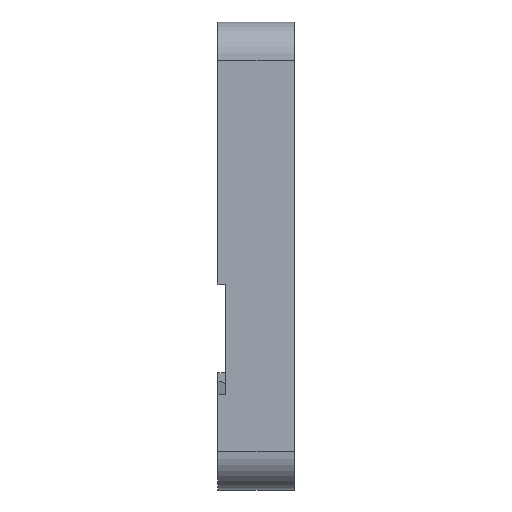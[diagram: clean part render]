
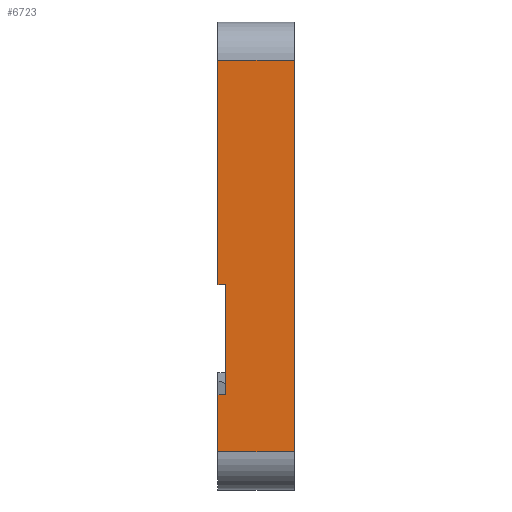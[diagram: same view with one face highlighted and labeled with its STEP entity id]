
A CAD part, left-side view. The second image highlights one B-rep face of the part: STEP entity #6723.
In plain terms, the highlighted planar face has unit normal (-1, 0, 0).
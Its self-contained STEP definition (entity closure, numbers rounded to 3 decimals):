
#581=FACE_OUTER_BOUND('',#960,.T.);
#960=EDGE_LOOP('',(#5942,#5943,#5944,#5945,#5946,#5947,#5948,#5949));
#1066=LINE('',#8609,#1846);
#1269=LINE('',#9427,#2049);
#1277=LINE('',#9448,#2057);
#1299=LINE('',#9510,#2079);
#1679=LINE('',#11935,#2459);
#1772=LINE('',#12166,#2552);
#1782=LINE('',#12190,#2562);
#1783=LINE('',#12192,#2563);
#1846=VECTOR('',#7132,10.);
#2049=VECTOR('',#7405,10.);
#2057=VECTOR('',#7421,10.);
#2079=VECTOR('',#7479,10.);
#2459=VECTOR('',#8203,10.);
#2552=VECTOR('',#8418,10.);
#2562=VECTOR('',#8444,10.);
#2563=VECTOR('',#8447,10.);
#2628=VERTEX_POINT('',#8606);
#2629=VERTEX_POINT('',#8608);
#2884=VERTEX_POINT('',#9424);
#2885=VERTEX_POINT('',#9426);
#2894=VERTEX_POINT('',#9446);
#2915=VERTEX_POINT('',#9507);
#2916=VERTEX_POINT('',#9509);
#3153=VERTEX_POINT('',#11934);
#3270=EDGE_CURVE('',#2628,#2629,#1066,.T.);
#3543=EDGE_CURVE('',#2884,#2885,#1269,.T.);
#3554=EDGE_CURVE('',#2884,#2894,#1277,.T.);
#3586=EDGE_CURVE('',#2915,#2916,#1299,.T.);
#4039=EDGE_CURVE('',#3153,#2916,#1679,.T.);
#4153=EDGE_CURVE('',#2894,#3153,#1772,.T.);
#4166=EDGE_CURVE('',#2915,#2629,#1782,.T.);
#4167=EDGE_CURVE('',#2628,#2885,#1783,.T.);
#5942=ORIENTED_EDGE('',*,*,#3270,.F.);
#5943=ORIENTED_EDGE('',*,*,#4167,.T.);
#5944=ORIENTED_EDGE('',*,*,#3543,.F.);
#5945=ORIENTED_EDGE('',*,*,#3554,.T.);
#5946=ORIENTED_EDGE('',*,*,#4153,.T.);
#5947=ORIENTED_EDGE('',*,*,#4039,.T.);
#5948=ORIENTED_EDGE('',*,*,#3586,.F.);
#5949=ORIENTED_EDGE('',*,*,#4166,.T.);
#6379=PLANE('',#7070);
#6723=ADVANCED_FACE('',(#581),#6379,.T.);
#7070=AXIS2_PLACEMENT_3D('',#12191,#8445,#8446);
#7132=DIRECTION('',(0.,0.,-1.));
#7405=DIRECTION('',(0.,0.,1.));
#7421=DIRECTION('',(0.,-1.,0.));
#7479=DIRECTION('',(0.,0.,1.));
#8203=DIRECTION('',(0.,1.,0.));
#8418=DIRECTION('',(0.,0.,-1.));
#8444=DIRECTION('',(0.,-1.,0.));
#8445=DIRECTION('center_axis',(-1.,0.,0.));
#8446=DIRECTION('ref_axis',(0.,0.,1.));
#8447=DIRECTION('',(0.,1.,0.));
#8606=CARTESIAN_POINT('',(-47.,0.,50.));
#8608=CARTESIAN_POINT('',(-47.,0.,-53.));
#8609=CARTESIAN_POINT('',(-47.,0.,0.));
#9424=CARTESIAN_POINT('',(-47.,20.,-9.));
#9426=CARTESIAN_POINT('',(-47.,20.,50.));
#9427=CARTESIAN_POINT('',(-47.,20.,-53.));
#9446=CARTESIAN_POINT('',(-47.,18.,-9.));
#9448=CARTESIAN_POINT('',(-47.,10.5,-9.));
#9507=CARTESIAN_POINT('',(-47.,20.,-53.));
#9509=CARTESIAN_POINT('',(-47.,20.,-38.));
#9510=CARTESIAN_POINT('',(-47.,20.,-53.));
#11934=CARTESIAN_POINT('',(-47.,18.,-38.));
#11935=CARTESIAN_POINT('',(-47.,10.5,-38.));
#12166=CARTESIAN_POINT('',(-47.,18.,-14.459));
#12190=CARTESIAN_POINT('',(-47.,20.,-53.));
#12191=CARTESIAN_POINT('Origin',(-47.,2.,9.081));
#12192=CARTESIAN_POINT('',(-47.,2.,50.));
